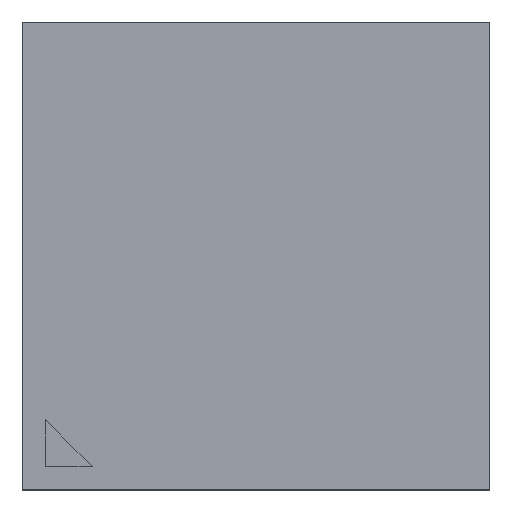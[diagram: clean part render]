
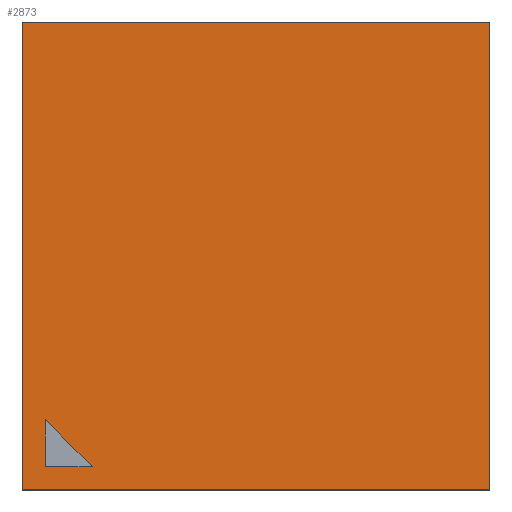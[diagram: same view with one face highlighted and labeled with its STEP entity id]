
A CAD part, top view. The second image highlights one B-rep face of the part: STEP entity #2873.
In plain terms, the highlighted planar face has unit normal (0, 0, 1).
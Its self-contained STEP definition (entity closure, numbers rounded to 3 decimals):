
#15=FACE_BOUND($,#772,.T.);
#16=LINE($,#5670,#46);
#20=LINE($,#5678,#50);
#23=LINE($,#5683,#53);
#27=LINE($,#5693,#57);
#30=LINE($,#5700,#60);
#34=LINE($,#5706,#64);
#35=LINE($,#5708,#65);
#46=VECTOR($,#4620,1.);
#50=VECTOR($,#4626,1.414);
#53=VECTOR($,#4631,1.);
#57=VECTOR($,#4639,10.);
#60=VECTOR($,#4644,10.);
#64=VECTOR($,#4650,10.);
#65=VECTOR($,#4653,10.);
#83=PLANE($,#3794);
#509=FACE_OUTER_BOUND($,#771,.T.);
#771=EDGE_LOOP($,(#1214,#1215,#1216,#1217));
#772=EDGE_LOOP($,(#1218,#1219,#1220));
#1214=ORIENTED_EDGE($,*,*,#1600,.F.);
#1215=ORIENTED_EDGE($,*,*,#1592,.F.);
#1216=ORIENTED_EDGE($,*,*,#1599,.F.);
#1217=ORIENTED_EDGE($,*,*,#1595,.F.);
#1218=ORIENTED_EDGE($,*,*,#1581,.F.);
#1219=ORIENTED_EDGE($,*,*,#1585,.F.);
#1220=ORIENTED_EDGE($,*,*,#1588,.F.);
#1581=EDGE_CURVE($,#2018,#2019,#16,.T.);
#1585=EDGE_CURVE($,#2022,#2018,#20,.T.);
#1588=EDGE_CURVE($,#2019,#2022,#23,.T.);
#1592=EDGE_CURVE($,#2026,#2027,#27,.T.);
#1595=EDGE_CURVE($,#2028,#2030,#30,.T.);
#1599=EDGE_CURVE($,#2030,#2026,#34,.T.);
#1600=EDGE_CURVE($,#2027,#2028,#35,.T.);
#2018=VERTEX_POINT($,#5668);
#2019=VERTEX_POINT($,#5669);
#2022=VERTEX_POINT($,#5677);
#2026=VERTEX_POINT($,#5690);
#2027=VERTEX_POINT($,#5692);
#2028=VERTEX_POINT($,#5696);
#2030=VERTEX_POINT($,#5699);
#2873=ADVANCED_FACE($,(#509,#15),#83,.F.);
#3794=AXIS2_PLACEMENT_3D($,#5707,#4651,#4652);
#4620=DIRECTION($,(0.,-1.,0.));
#4626=DIRECTION($,(-0.707,0.707,0.));
#4631=DIRECTION($,(1.,0.,0.));
#4639=DIRECTION($,(0.,-1.,0.));
#4644=DIRECTION($,(0.,1.,0.));
#4650=DIRECTION($,(1.,0.,0.));
#4651=DIRECTION('center_axis',(0.,0.,-1.));
#4652=DIRECTION('ref_axis',(1.,0.,0.));
#4653=DIRECTION($,(-1.,0.,0.));
#5668=CARTESIAN_POINT('',(-4.5,-3.5,1.2));
#5669=CARTESIAN_POINT('',(-4.5,-4.5,1.2));
#5670=CARTESIAN_POINT($,(-4.5,-1.75,1.2));
#5677=CARTESIAN_POINT('',(-3.5,-4.5,1.2));
#5678=CARTESIAN_POINT($,(-3.75,-4.25,1.2));
#5683=CARTESIAN_POINT($,(-2.25,-4.5,1.2));
#5690=CARTESIAN_POINT('',(5.,5.,1.2));
#5692=CARTESIAN_POINT('',(5.,-5.,1.2));
#5693=CARTESIAN_POINT($,(5.,-6.,1.2));
#5696=CARTESIAN_POINT('',(-5.,-5.,1.2));
#5699=CARTESIAN_POINT('',(-5.,5.,1.2));
#5700=CARTESIAN_POINT($,(-5.,6.,1.2));
#5706=CARTESIAN_POINT($,(6.,5.,1.2));
#5707=CARTESIAN_POINT('Origin',(0.,0.,
1.2));
#5708=CARTESIAN_POINT($,(-6.,-5.,1.2));
